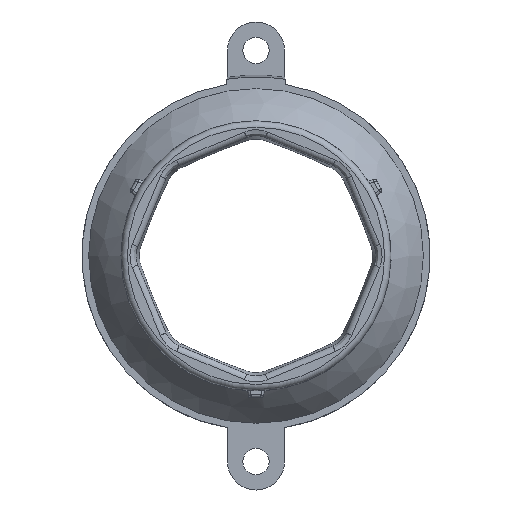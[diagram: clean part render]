
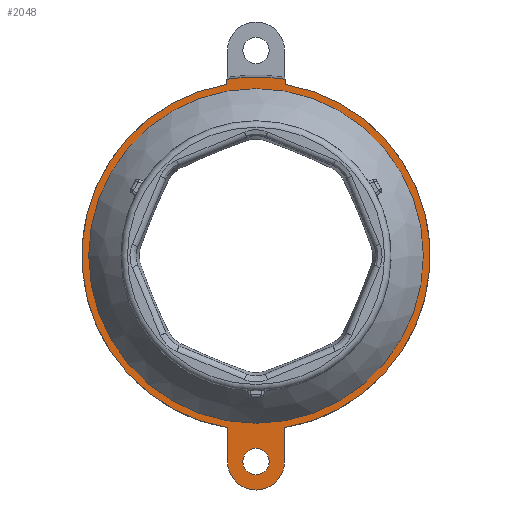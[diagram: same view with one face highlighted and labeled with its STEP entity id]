
A CAD part, top view. The second image highlights one B-rep face of the part: STEP entity #2048.
In plain terms, the highlighted planar face has unit normal (0, 0, 1).
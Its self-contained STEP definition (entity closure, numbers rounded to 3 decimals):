
#35=FACE_BOUND('',#373,.T.);
#36=FACE_BOUND('',#374,.T.);
#133=PLANE('',#2327);
#252=FACE_OUTER_BOUND('',#372,.T.);
#372=EDGE_LOOP('',(#1813,#1814,#1815,#1816,#1817,#1818,#1819,#1820));
#373=EDGE_LOOP('',(#1821));
#374=EDGE_LOOP('',(#1822));
#425=CIRCLE('',#2146,13.354);
#511=CIRCLE('',#2326,14.3);
#512=CIRCLE('',#2328,13.897);
#513=CIRCLE('',#2329,2.272);
#514=CIRCLE('',#2330,13.897);
#515=CIRCLE('',#2331,1.05);
#623=LINE('',#3937,#736);
#624=LINE('',#3948,#737);
#625=LINE('',#3952,#738);
#626=LINE('',#3956,#739);
#736=VECTOR('',#2951,10.);
#737=VECTOR('',#2960,10.);
#738=VECTOR('',#2963,10.);
#739=VECTOR('',#2966,10.);
#824=VERTEX_POINT('',#3324);
#951=VERTEX_POINT('',#3915);
#957=VERTEX_POINT('',#3933);
#959=VERTEX_POINT('',#3941);
#960=VERTEX_POINT('',#3947);
#961=VERTEX_POINT('',#3949);
#962=VERTEX_POINT('',#3951);
#963=VERTEX_POINT('',#3953);
#964=VERTEX_POINT('',#3955);
#965=VERTEX_POINT('',#3958);
#1056=EDGE_CURVE('',#824,#824,#425,.T.);
#1257=EDGE_CURVE('',#951,#957,#623,.T.);
#1260=EDGE_CURVE('',#957,#959,#511,.T.);
#1261=EDGE_CURVE('',#960,#959,#624,.T.);
#1262=EDGE_CURVE('',#960,#961,#512,.F.);
#1263=EDGE_CURVE('',#961,#962,#625,.F.);
#1264=EDGE_CURVE('',#962,#963,#513,.F.);
#1265=EDGE_CURVE('',#963,#964,#626,.F.);
#1266=EDGE_CURVE('',#964,#951,#514,.F.);
#1267=EDGE_CURVE('',#965,#965,#515,.T.);
#1813=ORIENTED_EDGE('',*,*,#1257,.T.);
#1814=ORIENTED_EDGE('',*,*,#1260,.T.);
#1815=ORIENTED_EDGE('',*,*,#1261,.F.);
#1816=ORIENTED_EDGE('',*,*,#1262,.T.);
#1817=ORIENTED_EDGE('',*,*,#1263,.T.);
#1818=ORIENTED_EDGE('',*,*,#1264,.T.);
#1819=ORIENTED_EDGE('',*,*,#1265,.T.);
#1820=ORIENTED_EDGE('',*,*,#1266,.T.);
#1821=ORIENTED_EDGE('',*,*,#1056,.T.);
#1822=ORIENTED_EDGE('',*,*,#1267,.T.);
#2048=ADVANCED_FACE('',(#252,#35,#36),#133,.T.);
#2146=AXIS2_PLACEMENT_3D('',#3326,#2524,#2525);
#2326=AXIS2_PLACEMENT_3D('',#3945,#2956,#2957);
#2327=AXIS2_PLACEMENT_3D('',#3946,#2958,#2959);
#2328=AXIS2_PLACEMENT_3D('',#3950,#2961,#2962);
#2329=AXIS2_PLACEMENT_3D('',#3954,#2964,#2965);
#2330=AXIS2_PLACEMENT_3D('',#3957,#2967,#2968);
#2331=AXIS2_PLACEMENT_3D('',#3959,#2969,#2970);
#2524=DIRECTION('center_axis',(0.,0.,
-1.));
#2525=DIRECTION('ref_axis',(0.,1.,0.));
#2951=DIRECTION('',(0.,1.,0.));
#2956=DIRECTION('center_axis',(0.,0.,
1.));
#2957=DIRECTION('ref_axis',(1.,0.,0.));
#2958=DIRECTION('center_axis',(0.,0.,
1.));
#2959=DIRECTION('ref_axis',(1.,0.,0.));
#2960=DIRECTION('',(0.,1.,0.));
#2961=DIRECTION('center_axis',(0.,0.,
-1.));
#2962=DIRECTION('ref_axis',(1.,0.,0.));
#2963=DIRECTION('',(0.,1.,0.));
#2964=DIRECTION('center_axis',(0.,0.,
-1.));
#2965=DIRECTION('ref_axis',(1.,0.,0.));
#2966=DIRECTION('',(0.,-1.,0.));
#2967=DIRECTION('center_axis',(0.,0.,
-1.));
#2968=DIRECTION('ref_axis',(1.,0.,0.));
#2969=DIRECTION('center_axis',(0.,0.,
-1.));
#2970=DIRECTION('ref_axis',(1.,0.,0.));
#3324=CARTESIAN_POINT('',(-54.548,-0.302,13.612));
#3326=CARTESIAN_POINT('Origin',(-41.194,-0.302,13.612));
#3915=CARTESIAN_POINT('',(-38.848,13.395,13.612));
#3933=CARTESIAN_POINT('',(-38.848,13.804,13.612));
#3937=CARTESIAN_POINT('',(-38.848,7.904,13.612));
#3941=CARTESIAN_POINT('',(-43.54,13.804,13.612));
#3945=CARTESIAN_POINT('Origin',(-41.194,-0.302,13.612));
#3946=CARTESIAN_POINT('Origin',(-41.194,-0.302,13.612));
#3947=CARTESIAN_POINT('',(-43.54,13.395,13.612));
#3948=CARTESIAN_POINT('',(-43.54,6.544,13.612));
#3949=CARTESIAN_POINT('',(-43.466,-14.012,13.612));
#3950=CARTESIAN_POINT('Origin',(-41.194,-0.302,13.612));
#3951=CARTESIAN_POINT('',(-43.466,-16.714,13.612));
#3952=CARTESIAN_POINT('',(-43.466,-7.148,13.612));
#3953=CARTESIAN_POINT('',(-38.922,-16.714,13.612));
#3954=CARTESIAN_POINT('Origin',(-41.194,-16.714,13.612));
#3955=CARTESIAN_POINT('',(-38.922,-14.012,13.612));
#3956=CARTESIAN_POINT('',(-38.922,-8.508,13.612));
#3957=CARTESIAN_POINT('Origin',(-41.194,-0.302,13.612));
#3958=CARTESIAN_POINT('',(-42.244,-16.714,13.612));
#3959=CARTESIAN_POINT('Origin',(-41.194,-16.714,13.612));
